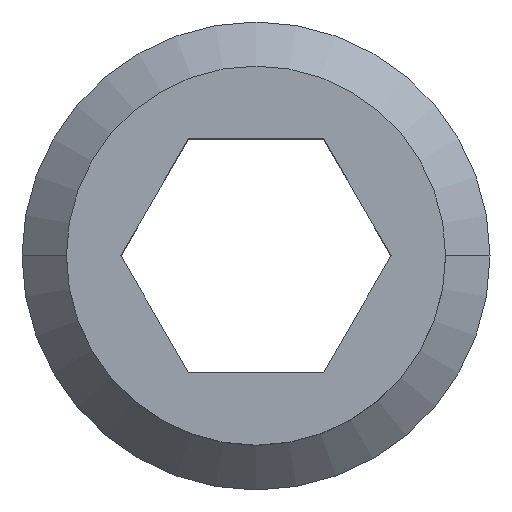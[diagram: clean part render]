
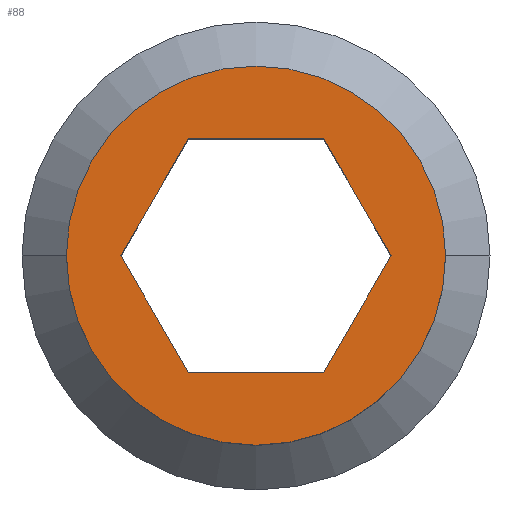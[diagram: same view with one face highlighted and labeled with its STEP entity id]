
A CAD part, top view. The second image highlights one B-rep face of the part: STEP entity #88.
In plain terms, the highlighted planar face has unit normal (0, 0, 1).
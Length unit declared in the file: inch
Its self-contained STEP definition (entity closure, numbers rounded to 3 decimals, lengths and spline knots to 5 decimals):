
#25 = AXIS2_PLACEMENT_3D ( 'NONE', #302, #343, #448 ) ;
#27 = EDGE_CURVE ( 'NONE', #269, #316, #200, .T. ) ;
#33 = AXIS2_PLACEMENT_3D ( 'NONE', #309, #389, #297 ) ;
#36 = AXIS2_PLACEMENT_3D ( 'NONE', #399, #300, #413 ) ;
#46 = EDGE_CURVE ( 'NONE', #422, #314, #161, .T. ) ;
#53 = EDGE_CURVE ( 'NONE', #314, #269, #146, .T. ) ;
#55 = EDGE_CURVE ( 'NONE', #316, #370, #144, .T. ) ;
#56 = EDGE_CURVE ( 'NONE', #336, #367, #140, .T. ) ;
#58 = EDGE_CURVE ( 'NONE', #443, #422, #139, .T. ) ;
#60 = EDGE_CURVE ( 'NONE', #370, #443, #141, .T. ) ;
#67 = EDGE_CURVE ( 'NONE', #367, #336, #121, .T. ) ;
#88 = ADVANCED_FACE ( 'NONE', ( #109, #105 ), #277, .F. ) ;
#105 = FACE_OUTER_BOUND ( 'NONE', #186, .T. ) ;
#109 = FACE_BOUND ( 'NONE', #188, .T. ) ;
#112 = ORIENTED_EDGE ( 'NONE', *, *, #27, .F. ) ;
#121 = CIRCLE ( 'NONE', #33, 0.405 ) ;
#135 = VECTOR ( 'NONE', #374, 39.37008 ) ;
#138 = VECTOR ( 'NONE', #418, 39.37008 ) ;
#139 = LINE ( 'NONE', #290, #138 ) ;
#140 = CIRCLE ( 'NONE', #36, 0.405 ) ;
#141 = LINE ( 'NONE', #383, #135 ) ;
#143 = VECTOR ( 'NONE', #425, 39.37008 ) ;
#144 = LINE ( 'NONE', #442, #143 ) ;
#146 = LINE ( 'NONE', #295, #151 ) ;
#151 = VECTOR ( 'NONE', #373, 39.37008 ) ;
#153 = ORIENTED_EDGE ( 'NONE', *, *, #56, .F. ) ;
#155 = ORIENTED_EDGE ( 'NONE', *, *, #60, .F. ) ;
#160 = VECTOR ( 'NONE', #408, 39.37008 ) ;
#161 = LINE ( 'NONE', #402, #160 ) ;
#177 = VECTOR ( 'NONE', #419, 39.37008 ) ;
#180 = ORIENTED_EDGE ( 'NONE', *, *, #58, .F. ) ;
#186 = EDGE_LOOP ( 'NONE', ( #153, #208 ) ) ;
#188 = EDGE_LOOP ( 'NONE', ( #245, #180, #155, #244, #112, #254 ) ) ;
#200 = LINE ( 'NONE', #345, #177 ) ;
#208 = ORIENTED_EDGE ( 'NONE', *, *, #67, .F. ) ;
#244 = ORIENTED_EDGE ( 'NONE', *, *, #55, .F. ) ;
#245 = ORIENTED_EDGE ( 'NONE', *, *, #46, .F. ) ;
#254 = ORIENTED_EDGE ( 'NONE', *, *, #53, .F. ) ;
#269 = VERTEX_POINT ( 'NONE', #401 ) ;
#275 = CARTESIAN_POINT ( 'NONE',  ( -0.28868, 0., -0.095 ) ) ;
#277 = PLANE ( 'NONE',  #25 ) ;
#290 = CARTESIAN_POINT ( 'NONE',  ( -0.28868, 0., -0.095 ) ) ;
#295 = CARTESIAN_POINT ( 'NONE',  ( 0.14434, -0.25, -0.095 ) ) ;
#297 = DIRECTION ( 'NONE',  ( 0., 1., 0. ) ) ;
#300 = DIRECTION ( 'NONE',  ( 0., 0., -1. ) ) ;
#302 = CARTESIAN_POINT ( 'NONE',  ( 2.56554, 0.5269, -0.095 ) ) ;
#308 = CARTESIAN_POINT ( 'NONE',  ( 0.28868, 0., -0.095 ) ) ;
#309 = CARTESIAN_POINT ( 'NONE',  ( 0., 0., -0.095 ) ) ;
#314 = VERTEX_POINT ( 'NONE', #326 ) ;
#316 = VERTEX_POINT ( 'NONE', #308 ) ;
#322 = CARTESIAN_POINT ( 'NONE',  ( -0.14434, 0.25, -0.095 ) ) ;
#323 = CARTESIAN_POINT ( 'NONE',  ( 0.14434, 0.25, -0.095 ) ) ;
#326 = CARTESIAN_POINT ( 'NONE',  ( -0.14434, -0.25, -0.095 ) ) ;
#336 = VERTEX_POINT ( 'NONE', #394 ) ;
#340 = CARTESIAN_POINT ( 'NONE',  ( 0.405, 0., -0.095 ) ) ;
#343 = DIRECTION ( 'NONE',  ( 0., 0., -1. ) ) ;
#345 = CARTESIAN_POINT ( 'NONE',  ( 0.28868, 0., -0.095 ) ) ;
#367 = VERTEX_POINT ( 'NONE', #340 ) ;
#370 = VERTEX_POINT ( 'NONE', #323 ) ;
#373 = DIRECTION ( 'NONE',  ( 1., 0., 0. ) ) ;
#374 = DIRECTION ( 'NONE',  ( -1., 0., 0. ) ) ;
#383 = CARTESIAN_POINT ( 'NONE',  ( -0.14434, 0.25, -0.095 ) ) ;
#389 = DIRECTION ( 'NONE',  ( 0., 0., -1. ) ) ;
#394 = CARTESIAN_POINT ( 'NONE',  ( -0.405, 0., -0.095 ) ) ;
#399 = CARTESIAN_POINT ( 'NONE',  ( 0., 0., -0.095 ) ) ;
#401 = CARTESIAN_POINT ( 'NONE',  ( 0.14434, -0.25, -0.095 ) ) ;
#402 = CARTESIAN_POINT ( 'NONE',  ( -0.14434, -0.25, -0.095 ) ) ;
#408 = DIRECTION ( 'NONE',  ( 0.5, -0.866, 0. ) ) ;
#413 = DIRECTION ( 'NONE',  ( 0., 1., 0. ) ) ;
#418 = DIRECTION ( 'NONE',  ( -0.5, -0.866, 0. ) ) ;
#419 = DIRECTION ( 'NONE',  ( 0.5, 0.866, 0. ) ) ;
#422 = VERTEX_POINT ( 'NONE', #275 ) ;
#425 = DIRECTION ( 'NONE',  ( -0.5, 0.866, 0. ) ) ;
#442 = CARTESIAN_POINT ( 'NONE',  ( 0.14434, 0.25, -0.095 ) ) ;
#443 = VERTEX_POINT ( 'NONE', #322 ) ;
#448 = DIRECTION ( 'NONE',  ( 0., 1., 0. ) ) ;
